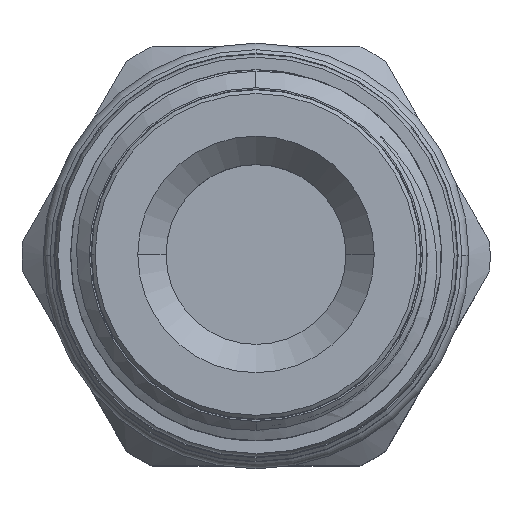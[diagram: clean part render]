
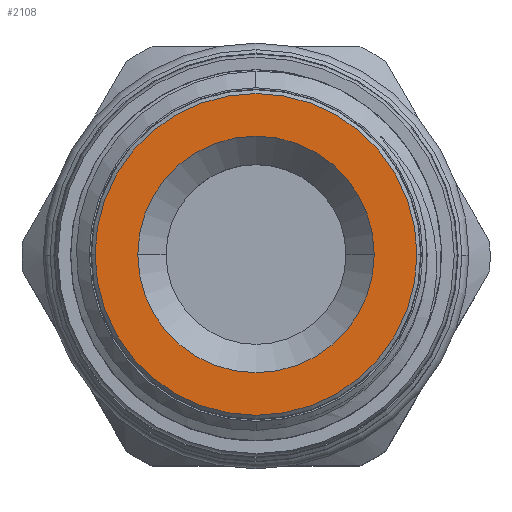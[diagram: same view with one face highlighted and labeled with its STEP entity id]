
A CAD part, top view. The second image highlights one B-rep face of the part: STEP entity #2108.
In plain terms, the highlighted planar face has unit normal (0, 0, 1).
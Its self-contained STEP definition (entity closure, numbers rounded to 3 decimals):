
#1125 = EDGE_LOOP ( 'NONE', ( #6431, #6432 ) ) ;
#1145 = EDGE_LOOP ( 'NONE', ( #6427, #6429 ) ) ;
#1576 = FACE_OUTER_BOUND ( 'NONE', #1145, .T. ) ;
#1583 = FACE_BOUND ( 'NONE', #1125, .T. ) ;
#1600 = CIRCLE ( 'NONE', #3397, 6.265 ) ;
#1780 = CIRCLE ( 'NONE', #3507, 6.265 ) ;
#1824 = CIRCLE ( 'NONE', #3506, 8.525 ) ;
#1894 = CIRCLE ( 'NONE', #3551, 8.525 ) ;
#2108 = ADVANCED_FACE ( 'NONE', ( #1576, #1583 ), #5123, .F. ) ;
#2143 = EDGE_CURVE ( 'NONE', #7273, #7269, #1600, .T. ) ;
#2968 = EDGE_CURVE ( 'NONE', #7490, #7387, #1824, .T. ) ;
#2969 = EDGE_CURVE ( 'NONE', #7269, #7273, #1780, .T. ) ;
#3047 = EDGE_CURVE ( 'NONE', #7387, #7490, #1894, .T. ) ;
#3394 = AXIS2_PLACEMENT_3D ( 'NONE', #5121, #5132, #5133 ) ;
#3397 = AXIS2_PLACEMENT_3D ( 'NONE', #5225, #5227, #5229 ) ;
#3506 = AXIS2_PLACEMENT_3D ( 'NONE', #4863, #4865, #4866 ) ;
#3507 = AXIS2_PLACEMENT_3D ( 'NONE', #4872, #4873, #4875 ) ;
#3551 = AXIS2_PLACEMENT_3D ( 'NONE', #6377, #6379, #6381 ) ;
#4863 = CARTESIAN_POINT ( 'NONE',  ( 0., 0., 77.63 ) ) ;
#4865 = DIRECTION ( 'NONE',  ( 0., 0., 1. ) ) ;
#4866 = DIRECTION ( 'NONE',  ( -1., 0., 0. ) ) ;
#4872 = CARTESIAN_POINT ( 'NONE',  ( 0., 0., 77.63 ) ) ;
#4873 = DIRECTION ( 'NONE',  ( 0., 0., -1. ) ) ;
#4875 = DIRECTION ( 'NONE',  ( -1., 0., 0. ) ) ;
#5121 = CARTESIAN_POINT ( 'NONE',  ( 0., 0., 77.63 ) ) ;
#5123 = PLANE ( 'NONE',  #3394 ) ;
#5132 = DIRECTION ( 'NONE',  ( 0., 0., -1. ) ) ;
#5133 = DIRECTION ( 'NONE',  ( -1., 0., 0. ) ) ;
#5225 = CARTESIAN_POINT ( 'NONE',  ( 0., 0., 77.63 ) ) ;
#5227 = DIRECTION ( 'NONE',  ( 0., 0., -1. ) ) ;
#5229 = DIRECTION ( 'NONE',  ( -1., 0., 0. ) ) ;
#6377 = CARTESIAN_POINT ( 'NONE',  ( 0., 0., 77.63 ) ) ;
#6379 = DIRECTION ( 'NONE',  ( 0., 0., 1. ) ) ;
#6381 = DIRECTION ( 'NONE',  ( -1., 0., 0. ) ) ;
#6427 = ORIENTED_EDGE ( 'NONE', *, *, #2968, .T. ) ;
#6429 = ORIENTED_EDGE ( 'NONE', *, *, #3047, .T. ) ;
#6431 = ORIENTED_EDGE ( 'NONE', *, *, #2143, .T. ) ;
#6432 = ORIENTED_EDGE ( 'NONE', *, *, #2969, .T. ) ;
#7269 = VERTEX_POINT ( 'NONE', #7966 ) ;
#7273 = VERTEX_POINT ( 'NONE', #7968 ) ;
#7387 = VERTEX_POINT ( 'NONE', #8027 ) ;
#7490 = VERTEX_POINT ( 'NONE', #8112 ) ;
#7966 = CARTESIAN_POINT ( 'NONE',  ( -6.265, 0., 77.63 ) ) ;
#7968 = CARTESIAN_POINT ( 'NONE',  ( 6.265, 0., 77.63 ) ) ;
#8027 = CARTESIAN_POINT ( 'NONE',  ( 8.525, 0., 77.63 ) ) ;
#8112 = CARTESIAN_POINT ( 'NONE',  ( -8.525, 0., 77.63 ) ) ;
